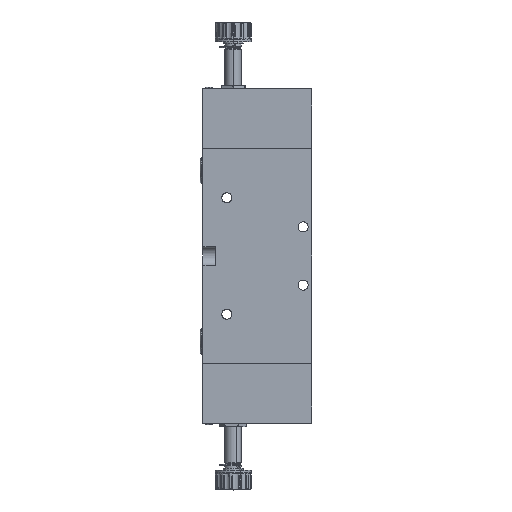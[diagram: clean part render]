
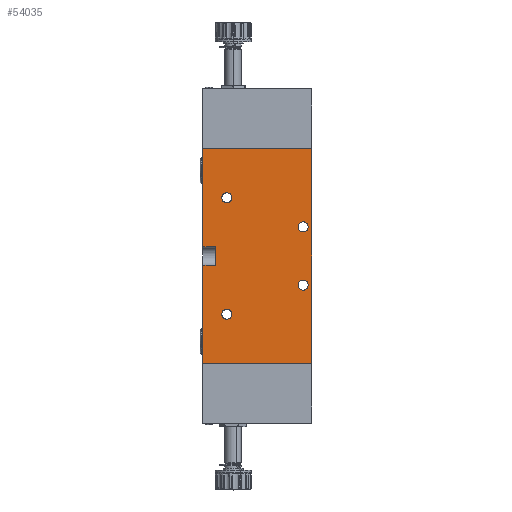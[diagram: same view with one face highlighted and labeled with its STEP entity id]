
A CAD part, left-side view. The second image highlights one B-rep face of the part: STEP entity #54035.
In plain terms, the highlighted planar face has unit normal (-1, 0, 0).
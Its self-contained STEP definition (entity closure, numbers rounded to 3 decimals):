
#361 = FACE_BOUND ( 'NONE', #43698, .T. ) ;
#464 = AXIS2_PLACEMENT_3D ( 'NONE', #54486, #44608, #59111 ) ;
#776 = CARTESIAN_POINT ( 'NONE',  ( -20., 30., 118. ) ) ;
#987 = ORIENTED_EDGE ( 'NONE', *, *, #5927, .T. ) ;
#1106 = VERTEX_POINT ( 'NONE', #28829 ) ;
#1360 = CARTESIAN_POINT ( 'NONE',  ( -20., 30., 118. ) ) ;
#1453 = ORIENTED_EDGE ( 'NONE', *, *, #13412, .T. ) ;
#1501 = EDGE_CURVE ( 'NONE', #12177, #29449, #30383, .T. ) ;
#1855 = FACE_BOUND ( 'NONE', #42999, .T. ) ;
#2001 = DIRECTION ( 'NONE',  ( 0., 0., -1. ) ) ;
#2215 = VERTEX_POINT ( 'NONE', #37581 ) ;
#2328 = ORIENTED_EDGE ( 'NONE', *, *, #23753, .F. ) ;
#4126 = EDGE_CURVE ( 'NONE', #4659, #58997, #45292, .T. ) ;
#4165 = AXIS2_PLACEMENT_3D ( 'NONE', #13525, #27373, #32630 ) ;
#4659 = VERTEX_POINT ( 'NONE', #35951 ) ;
#4803 = CARTESIAN_POINT ( 'NONE',  ( -20., -25.2, 40.25 ) ) ;
#5679 = DIRECTION ( 'NONE',  ( 0., 1., 0. ) ) ;
#5854 = VECTOR ( 'NONE', #51770, 1000. ) ;
#5927 = EDGE_CURVE ( 'NONE', #36513, #53325, #7813, .T. ) ;
#6270 = VERTEX_POINT ( 'NONE', #14920 ) ;
#7437 = VECTOR ( 'NONE', #11014, 1000. ) ;
#7734 = CARTESIAN_POINT ( 'NONE',  ( -20., 30., 118. ) ) ;
#7813 = CIRCLE ( 'NONE', #42511, 2.75 ) ;
#8084 = CARTESIAN_POINT ( 'NONE',  ( -20., 16.8, 27. ) ) ;
#8123 = ORIENTED_EDGE ( 'NONE', *, *, #4126, .T. ) ;
#8276 = CARTESIAN_POINT ( 'NONE',  ( -20., 16.8, 91. ) ) ;
#8586 = CARTESIAN_POINT ( 'NONE',  ( -20., -30., 0. ) ) ;
#9422 = DIRECTION ( 'NONE',  ( 0., 0., -1. ) ) ;
#10577 = AXIS2_PLACEMENT_3D ( 'NONE', #12903, #51501, #13291 ) ;
#10945 = VECTOR ( 'NONE', #2001, 1000. ) ;
#11014 = DIRECTION ( 'NONE',  ( 0., 0., -1. ) ) ;
#11259 = DIRECTION ( 'NONE',  ( 1., 0., 0. ) ) ;
#12118 = CARTESIAN_POINT ( 'NONE',  ( -20., -25.2, 75. ) ) ;
#12177 = VERTEX_POINT ( 'NONE', #7734 ) ;
#12286 = CIRCLE ( 'NONE', #48437, 2.75 ) ;
#12903 = CARTESIAN_POINT ( 'NONE',  ( -20., -30., 118. ) ) ;
#13291 = DIRECTION ( 'NONE',  ( 0., 0., -1. ) ) ;
#13412 = EDGE_CURVE ( 'NONE', #12177, #1106, #50721, .T. ) ;
#13525 = CARTESIAN_POINT ( 'NONE',  ( -20., 16.8, 91. ) ) ;
#14920 = CARTESIAN_POINT ( 'NONE',  ( -20., 30., 54. ) ) ;
#15399 = AXIS2_PLACEMENT_3D ( 'NONE', #8084, #46700, #27368 ) ;
#15984 = CIRCLE ( 'NONE', #464, 2.75 ) ;
#16857 = FACE_OUTER_BOUND ( 'NONE', #55458, .T. ) ;
#17059 = EDGE_CURVE ( 'NONE', #53325, #36513, #29361, .T. ) ;
#17450 = CARTESIAN_POINT ( 'NONE',  ( -20., 30., 0. ) ) ;
#17613 = VERTEX_POINT ( 'NONE', #55679 ) ;
#17616 = VECTOR ( 'NONE', #23220, 1000. ) ;
#17705 = PLANE ( 'NONE',  #10577 ) ;
#18005 = ORIENTED_EDGE ( 'NONE', *, *, #17059, .T. ) ;
#18131 = ORIENTED_EDGE ( 'NONE', *, *, #46195, .T. ) ;
#18426 = DIRECTION ( 'NONE',  ( 0., -1., 0. ) ) ;
#18850 = EDGE_CURVE ( 'NONE', #1106, #50143, #34420, .T. ) ;
#19329 = EDGE_CURVE ( 'NONE', #51905, #2215, #20843, .T. ) ;
#20180 = VECTOR ( 'NONE', #21925, 1000. ) ;
#20843 = CIRCLE ( 'NONE', #22621, 2.75 ) ;
#21089 = EDGE_CURVE ( 'NONE', #58997, #4659, #12286, .T. ) ;
#21545 = CARTESIAN_POINT ( 'NONE',  ( -20., -25.2, 43. ) ) ;
#21925 = DIRECTION ( 'NONE',  ( 0., 0., -1. ) ) ;
#22621 = AXIS2_PLACEMENT_3D ( 'NONE', #52885, #37958, #9422 ) ;
#22687 = ORIENTED_EDGE ( 'NONE', *, *, #18850, .T. ) ;
#23131 = DIRECTION ( 'NONE',  ( 0., 0., 1. ) ) ;
#23220 = DIRECTION ( 'NONE',  ( 0., -1., 0. ) ) ;
#23753 = EDGE_CURVE ( 'NONE', #26642, #50143, #44768, .T. ) ;
#24628 = CARTESIAN_POINT ( 'NONE',  ( -20., -30., 0. ) ) ;
#25598 = ORIENTED_EDGE ( 'NONE', *, *, #46983, .T. ) ;
#26642 = VERTEX_POINT ( 'NONE', #57519 ) ;
#27269 = AXIS2_PLACEMENT_3D ( 'NONE', #61134, #51968, #46911 ) ;
#27368 = DIRECTION ( 'NONE',  ( 0., 0., -1. ) ) ;
#27373 = DIRECTION ( 'NONE',  ( 1., 0., 0. ) ) ;
#28829 = CARTESIAN_POINT ( 'NONE',  ( -20., 30., 64. ) ) ;
#29361 = CIRCLE ( 'NONE', #27269, 2.75 ) ;
#29449 = VERTEX_POINT ( 'NONE', #58187 ) ;
#30120 = CARTESIAN_POINT ( 'NONE',  ( -20., -25.2, 77.75 ) ) ;
#30383 = LINE ( 'NONE', #52002, #17616 ) ;
#30992 = ORIENTED_EDGE ( 'NONE', *, *, #52910, .T. ) ;
#31361 = VECTOR ( 'NONE', #5679, 1000. ) ;
#31417 = AXIS2_PLACEMENT_3D ( 'NONE', #12118, #55345, #45711 ) ;
#31749 = EDGE_CURVE ( 'NONE', #2215, #51905, #60762, .T. ) ;
#32630 = DIRECTION ( 'NONE',  ( 0., 0., -1. ) ) ;
#32863 = LINE ( 'NONE', #8586, #58420 ) ;
#34030 = CARTESIAN_POINT ( 'NONE',  ( -20., -30., 54. ) ) ;
#34420 = LINE ( 'NONE', #37080, #5854 ) ;
#35951 = CARTESIAN_POINT ( 'NONE',  ( -20., 16.8, 88.25 ) ) ;
#36513 = VERTEX_POINT ( 'NONE', #4803 ) ;
#37080 = CARTESIAN_POINT ( 'NONE',  ( -20., -30., 64. ) ) ;
#37581 = CARTESIAN_POINT ( 'NONE',  ( -20., -25.2, 72.25 ) ) ;
#37958 = DIRECTION ( 'NONE',  ( 1., 0., 0. ) ) ;
#38941 = LINE ( 'NONE', #50419, #20180 ) ;
#39215 = ORIENTED_EDGE ( 'NONE', *, *, #21089, .T. ) ;
#39250 = CARTESIAN_POINT ( 'NONE',  ( -20., -25.2, 45.75 ) ) ;
#40452 = ORIENTED_EDGE ( 'NONE', *, *, #19329, .T. ) ;
#41209 = CIRCLE ( 'NONE', #15399, 2.75 ) ;
#41460 = CARTESIAN_POINT ( 'NONE',  ( -20., 16.8, 24.25 ) ) ;
#41879 = EDGE_CURVE ( 'NONE', #17613, #54091, #41209, .T. ) ;
#42076 = DIRECTION ( 'NONE',  ( 0., 0., -1. ) ) ;
#42511 = AXIS2_PLACEMENT_3D ( 'NONE', #21545, #11259, #55116 ) ;
#42999 = EDGE_LOOP ( 'NONE', ( #30992, #47640 ) ) ;
#43698 = EDGE_LOOP ( 'NONE', ( #987, #18005 ) ) ;
#44356 = ORIENTED_EDGE ( 'NONE', *, *, #46371, .F. ) ;
#44608 = DIRECTION ( 'NONE',  ( 1., 0., 0. ) ) ;
#44670 = FACE_BOUND ( 'NONE', #50162, .T. ) ;
#44768 = LINE ( 'NONE', #47253, #55318 ) ;
#45292 = CIRCLE ( 'NONE', #4165, 2.75 ) ;
#45703 = CARTESIAN_POINT ( 'NONE',  ( -20., 16.8, 93.75 ) ) ;
#45711 = DIRECTION ( 'NONE',  ( 0., 0., -1. ) ) ;
#46195 = EDGE_CURVE ( 'NONE', #6270, #47354, #58534, .T. ) ;
#46371 = EDGE_CURVE ( 'NONE', #29449, #50739, #38941, .T. ) ;
#46700 = DIRECTION ( 'NONE',  ( 1., 0., 0. ) ) ;
#46911 = DIRECTION ( 'NONE',  ( 0., 0., -1. ) ) ;
#46983 = EDGE_CURVE ( 'NONE', #47354, #50739, #32863, .T. ) ;
#47253 = CARTESIAN_POINT ( 'NONE',  ( -20., 23., 118. ) ) ;
#47287 = DIRECTION ( 'NONE',  ( 1., 0., 0. ) ) ;
#47354 = VERTEX_POINT ( 'NONE', #17450 ) ;
#47640 = ORIENTED_EDGE ( 'NONE', *, *, #41879, .T. ) ;
#48437 = AXIS2_PLACEMENT_3D ( 'NONE', #8276, #47287, #42076 ) ;
#50143 = VERTEX_POINT ( 'NONE', #50273 ) ;
#50162 = EDGE_LOOP ( 'NONE', ( #60868, #40452 ) ) ;
#50273 = CARTESIAN_POINT ( 'NONE',  ( -20., 23., 64. ) ) ;
#50419 = CARTESIAN_POINT ( 'NONE',  ( -20., -30., 118. ) ) ;
#50721 = LINE ( 'NONE', #776, #10945 ) ;
#50739 = VERTEX_POINT ( 'NONE', #24628 ) ;
#51310 = EDGE_CURVE ( 'NONE', #26642, #6270, #59906, .T. ) ;
#51501 = DIRECTION ( 'NONE',  ( 1., 0., 0. ) ) ;
#51770 = DIRECTION ( 'NONE',  ( 0., -1., 0. ) ) ;
#51905 = VERTEX_POINT ( 'NONE', #30120 ) ;
#51968 = DIRECTION ( 'NONE',  ( 1., 0., 0. ) ) ;
#52002 = CARTESIAN_POINT ( 'NONE',  ( -20., -30., 118. ) ) ;
#52606 = ORIENTED_EDGE ( 'NONE', *, *, #1501, .F. ) ;
#52885 = CARTESIAN_POINT ( 'NONE',  ( -20., -25.2, 75. ) ) ;
#52910 = EDGE_CURVE ( 'NONE', #54091, #17613, #15984, .T. ) ;
#53325 = VERTEX_POINT ( 'NONE', #39250 ) ;
#54035 = ADVANCED_FACE ( 'NONE', ( #44670, #361, #16857, #58968, #1855 ), #17705, .F. ) ;
#54091 = VERTEX_POINT ( 'NONE', #41460 ) ;
#54486 = CARTESIAN_POINT ( 'NONE',  ( -20., 16.8, 27. ) ) ;
#54591 = ORIENTED_EDGE ( 'NONE', *, *, #51310, .T. ) ;
#55116 = DIRECTION ( 'NONE',  ( 0., 0., -1. ) ) ;
#55318 = VECTOR ( 'NONE', #23131, 1000. ) ;
#55345 = DIRECTION ( 'NONE',  ( 1., 0., 0. ) ) ;
#55458 = EDGE_LOOP ( 'NONE', ( #1453, #22687, #2328, #54591, #18131, #25598, #44356, #52606 ) ) ;
#55679 = CARTESIAN_POINT ( 'NONE',  ( -20., 16.8, 29.75 ) ) ;
#57519 = CARTESIAN_POINT ( 'NONE',  ( -20., 23., 54. ) ) ;
#57710 = EDGE_LOOP ( 'NONE', ( #8123, #39215 ) ) ;
#58187 = CARTESIAN_POINT ( 'NONE',  ( -20., -30., 118. ) ) ;
#58420 = VECTOR ( 'NONE', #18426, 1000. ) ;
#58534 = LINE ( 'NONE', #1360, #7437 ) ;
#58968 = FACE_BOUND ( 'NONE', #57710, .T. ) ;
#58997 = VERTEX_POINT ( 'NONE', #45703 ) ;
#59111 = DIRECTION ( 'NONE',  ( 0., 0., -1. ) ) ;
#59906 = LINE ( 'NONE', #34030, #31361 ) ;
#60762 = CIRCLE ( 'NONE', #31417, 2.75 ) ;
#60868 = ORIENTED_EDGE ( 'NONE', *, *, #31749, .T. ) ;
#61134 = CARTESIAN_POINT ( 'NONE',  ( -20., -25.2, 43. ) ) ;
